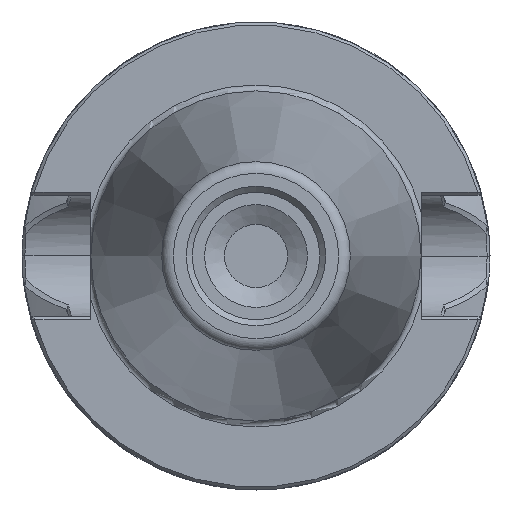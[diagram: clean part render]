
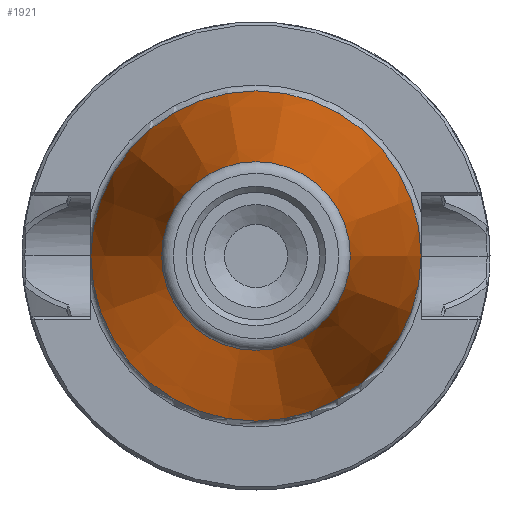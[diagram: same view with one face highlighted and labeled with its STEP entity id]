
A CAD part, left-side view. The second image highlights one B-rep face of the part: STEP entity #1921.
In plain terms, the highlighted conical face has half-angle 8.445 degrees and reference radius 17.363 mm.
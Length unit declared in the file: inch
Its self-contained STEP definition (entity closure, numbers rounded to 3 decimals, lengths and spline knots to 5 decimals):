
#152=CONICAL_SURFACE('',#2108,0.68356,0.147);
#371=FACE_OUTER_BOUND('',#481,.T.);
#481=EDGE_LOOP('',(#1750,#1751,#1752,#1753,#1754));
#588=LINE('',#4216,#687);
#687=VECTOR('',#2559,0.68356);
#754=CIRCLE('',#2109,0.875);
#755=CIRCLE('',#2110,0.50004);
#756=CIRCLE('',#2111,0.50004);
#944=VERTEX_POINT('',#4213);
#945=VERTEX_POINT('',#4215);
#946=VERTEX_POINT('',#4217);
#1218=EDGE_CURVE('',#944,#944,#754,.T.);
#1219=EDGE_CURVE('',#944,#945,#588,.T.);
#1220=EDGE_CURVE('',#946,#945,#755,.T.);
#1221=EDGE_CURVE('',#945,#946,#756,.T.);
#1750=ORIENTED_EDGE('',*,*,#1218,.T.);
#1751=ORIENTED_EDGE('',*,*,#1219,.T.);
#1752=ORIENTED_EDGE('',*,*,#1220,.F.);
#1753=ORIENTED_EDGE('',*,*,#1221,.F.);
#1754=ORIENTED_EDGE('',*,*,#1219,.F.);
#1921=ADVANCED_FACE('',(#371),#152,.T.);
#2108=AXIS2_PLACEMENT_3D('',#4212,#2555,#2556);
#2109=AXIS2_PLACEMENT_3D('',#4214,#2557,#2558);
#2110=AXIS2_PLACEMENT_3D('',#4218,#2560,#2561);
#2111=AXIS2_PLACEMENT_3D('',#4219,#2562,#2563);
#2555=DIRECTION('center_axis',(1.,0.,0.));
#2556=DIRECTION('ref_axis',(0.,-1.,0.));
#2557=DIRECTION('center_axis',(-1.,0.,0.));
#2558=DIRECTION('ref_axis',(0.,0.,1.));
#2559=DIRECTION('',(-0.989,-0.147,0.));
#2560=DIRECTION('center_axis',(-1.,0.,0.));
#2561=DIRECTION('ref_axis',(0.,1.,0.));
#2562=DIRECTION('center_axis',(-1.,0.,0.));
#2563=DIRECTION('ref_axis',(0.,1.,0.));
#4212=CARTESIAN_POINT('Origin',(-1.28937,0.,0.));
#4213=CARTESIAN_POINT('',(0.,0.875,0.));
#4214=CARTESIAN_POINT('Origin',(0.,0.,0.));
#4215=CARTESIAN_POINT('',(-2.52542,0.50004,0.));
#4216=CARTESIAN_POINT('',(-1.28937,0.68356,0.));
#4217=CARTESIAN_POINT('',(-2.52542,0.,-0.50004));
#4218=CARTESIAN_POINT('Origin',(-2.52542,0.,0.));
#4219=CARTESIAN_POINT('Origin',(-2.52542,0.,0.));
